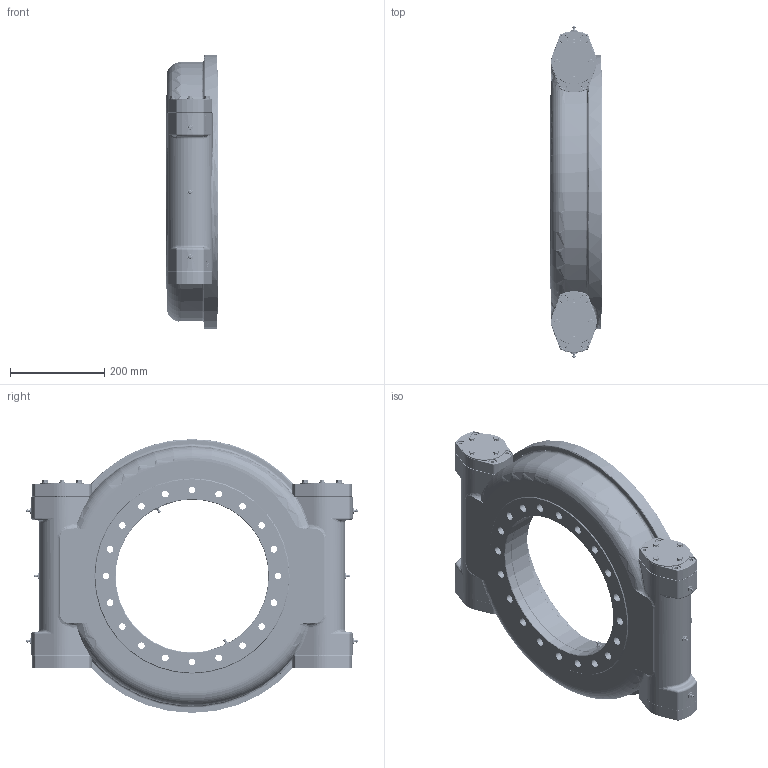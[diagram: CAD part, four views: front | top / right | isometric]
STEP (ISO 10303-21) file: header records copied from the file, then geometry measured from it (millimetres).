
FILE_DESCRIPTION (( 'STEP AP214' ), '1' );
FILE_NAME ('TE523-2-A0-RM.STEP', '2017-09-18T06:49:51', ( '' ), ( '' ), 'SwSTEP 2.0', 'SolidWorks 2015', '' );
FILE_SCHEMA (( 'AUTOMOTIVE_DESIGN' ));
Length unit declared in the file: millimetre
Products named in the file (27): 33208-04; 33208-02; 33208-03; TB-I0 - Nameplate; TB-G0 - Encoder Cap; Allen Bolt M8x35mm_Dacromet 10.9; TB-F0 - Motor Cap; Washer M6; TE523-E0 - Top Plate; Hex Bolt M6x16mm_A4-70; Lip Seal 520x570x20; TB-H0 - Cap Cover; TE523-D0 - Slewing ring; O-ring - ID57-S1.78 - Cap Cover; TE523-2-B0 - Housing_Veri; O-ring - ID82.22-S2.62 - Caps; O-ring - ID390-S3.53 - TE523 - H; TE523-2-A0-RM; Allen Bolt M8x40mm_Dacromet 10.9; Grease nipple M10x1mm; O-ring - ID435-S3.53 - TE523 - TP; Allen Bolt M10x30mm_Dacromet 10.9; TE523-C0 - Screw worm; Lip seal 40x55x8; Lip seal 50x72x8; Tapered Roller Bearing - 33208; 33208-01
Assembly tree (87 placements, depth 3):
  TE523-2-A0-RM
    TE523-2-B0 - Housing_Veri
    TE523-D0 - Slewing ring
    Lip Seal 520x570x20
    TE523-E0 - Top Plate
    TB-F0 - Motor Cap  x2
    TB-G0 - Encoder Cap  x2
    Tapered Roller Bearing - 33208  x4
      33208-03
      33208-02
      33208-04
      33208-01
    Lip seal 50x72x8  x4
    Lip seal 40x55x8  x4
    TE523-C0 - Screw worm  x2
    Allen Bolt M10x30mm_Dacromet 10.9  x16
    O-ring - ID435-S3.53 - TE523 - TP
    Grease nipple M10x1mm  x9
    Allen Bolt M8x40mm_Dacromet 10.9  x3
    O-ring - ID390-S3.53 - TE523 - H
    O-ring - ID82.22-S2.62 - Caps  x4
    O-ring - ID57-S1.78 - Cap Cover
    TB-H0 - Cap Cover  x2
    Hex Bolt M6x16mm_A4-70  x8
    Washer M6  x8
    Allen Bolt M8x35mm_Dacromet 10.9  x4
    TB-I0 - Nameplate
Bounding box: 111.5 x 702.94 x 580 mm (x, y, z)
Volume: 14961900.7 mm3; surface area: 2856806.1 mm2
Topology: 158 solids, 158 shells, 4552 faces, 11230 edges, 7012 vertices
Faces by surface type: cylinder 1116, plane 1035, cone 1024, bspline 825, torus 442, sphere 110
Entity records: 102522 total; most frequent: CARTESIAN_POINT 39323, ORIENTED_EDGE 14124, DIRECTION 11082, EDGE_CURVE 7062, VERTEX_POINT 4557, AXIS2_PLACEMENT_3D 4523, EDGE_LOOP 3199, ADVANCED_FACE 2792
